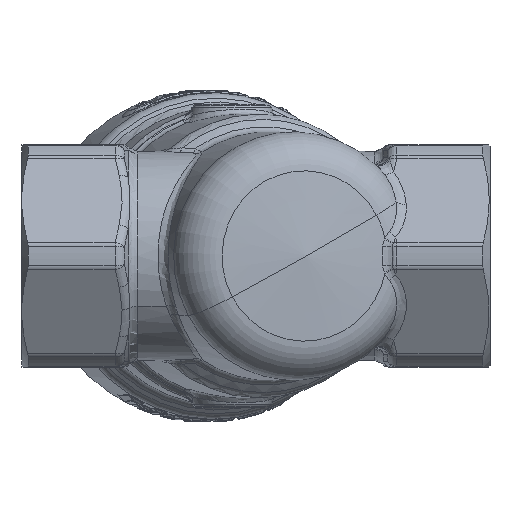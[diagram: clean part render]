
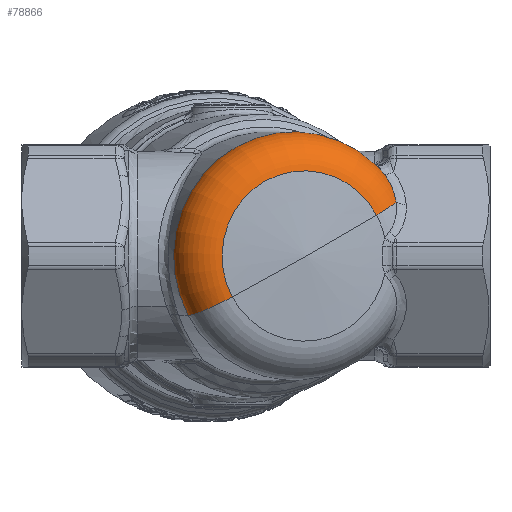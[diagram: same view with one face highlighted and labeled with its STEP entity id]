
A CAD part, front view. The second image highlights one B-rep face of the part: STEP entity #78866.
In plain terms, the highlighted toroidal (fillet/blend) face has major radius 11.5 mm and minor radius 6 mm.
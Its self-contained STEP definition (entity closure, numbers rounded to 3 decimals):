
#76873=CARTESIAN_POINT('Vertex',(-4.843,-22.655,-5.759)) ;
#76882=CARTESIAN_POINT('Vertex',(15.522,-17.198,5.759)) ;
#76885=CARTESIAN_POINT('Axis2P3D Location',(5.339,-19.927,0.)) ;
#76905=CARTESIAN_POINT('Vertex',(-11.042,-18.127,-8.39)) ;
#76908=CARTESIAN_POINT('Axis2P3D Location',(3.792,-14.153,0.)) ;
#76912=CARTESIAN_POINT('Vertex',(14.991,-11.152,13.109)) ;
#78715=CARTESIAN_POINT('Axis2P3D Location',(13.54,-11.54,5.513)) ;
#78719=CARTESIAN_POINT('Vertex',(18.291,-14.558,7.594)) ;
#78825=CARTESIAN_POINT('Axis2P3D Location',(3.792,-14.153,0.)) ;
#78830=CARTESIAN_POINT('Axis2P3D Location',(-5.956,-16.765,-5.513)) ;
#78836=CARTESIAN_POINT('Control Point',(18.291,-14.558,7.594)) ;
#78837=CARTESIAN_POINT('Control Point',(18.154,-14.046,8.649)) ;
#78838=CARTESIAN_POINT('Control Point',(17.799,-13.539,9.7)) ;
#78839=CARTESIAN_POINT('Control Point',(17.253,-13.064,10.693)) ;
#78840=CARTESIAN_POINT('Control Point',(16.548,-12.637,11.602)) ;
#78841=CARTESIAN_POINT('Vertex',(16.548,-12.637,11.602)) ;
#78845=CARTESIAN_POINT('Control Point',(16.548,-12.637,11.602)) ;
#78846=CARTESIAN_POINT('Control Point',(16.405,-12.55,11.787)) ;
#78847=CARTESIAN_POINT('Control Point',(16.256,-12.451,11.97)) ;
#78848=CARTESIAN_POINT('Control Point',(16.102,-12.338,12.149)) ;
#78849=CARTESIAN_POINT('Control Point',(15.855,-12.137,12.42)) ;
#78850=CARTESIAN_POINT('Control Point',(15.587,-11.877,12.674)) ;
#78851=CARTESIAN_POINT('Control Point',(15.492,-11.78,12.758)) ;
#78852=CARTESIAN_POINT('Control Point',(15.338,-11.61,12.886)) ;
#78853=CARTESIAN_POINT('Control Point',(15.176,-11.408,13.)) ;
#78854=CARTESIAN_POINT('Control Point',(15.115,-11.329,13.039)) ;
#78855=CARTESIAN_POINT('Control Point',(15.054,-11.244,13.076)) ;
#78856=CARTESIAN_POINT('Control Point',(14.991,-11.152,13.109)) ;
#76886=DIRECTION('Axis2P3D Direction',(-0.259,0.966,-0.)) ;
#76909=DIRECTION('Axis2P3D Direction',(0.259,-0.966,0.)) ;
#78716=DIRECTION('Axis2P3D Direction',(-0.463,-0.124,0.878)) ;
#78826=DIRECTION('Axis2P3D Direction',(0.259,-0.966,0.)) ;
#78827=DIRECTION('Axis2P3D XDirection',(0.848,0.227,0.479)) ;
#78831=DIRECTION('Axis2P3D Direction',(-0.463,-0.124,0.878)) ;
#76887=AXIS2_PLACEMENT_3D('Circle Axis2P3D',#76885,#76886,$) ;
#76910=AXIS2_PLACEMENT_3D('Circle Axis2P3D',#76908,#76909,$) ;
#78717=AXIS2_PLACEMENT_3D('Circle Axis2P3D',#78715,#78716,$) ;
#78828=AXIS2_PLACEMENT_3D('Torus Axis2P3D',#78825,#78826,#78827) ;
#78832=AXIS2_PLACEMENT_3D('Circle Axis2P3D',#78830,#78831,$) ;
#76888=CIRCLE('generated circle',#76887,12.012) ;
#76911=CIRCLE('generated circle',#76910,17.5) ;
#78718=CIRCLE('generated circle',#78717,6.) ;
#78833=CIRCLE('generated circle',#78832,6.) ;
#78829=TOROIDAL_SURFACE('homeo Torus',#78828,11.5,6.) ;
#76889=EDGE_CURVE('',#76883,#76874,#76888,.F.) ;
#76914=EDGE_CURVE('',#76913,#76906,#76911,.T.) ;
#78721=EDGE_CURVE('',#76883,#78720,#78718,.T.) ;
#78834=EDGE_CURVE('',#76874,#76906,#78833,.F.) ;
#78843=EDGE_CURVE('',#78720,#78842,#78835,.T.) ;
#78857=EDGE_CURVE('',#78842,#76913,#78844,.T.) ;
#78859=ORIENTED_EDGE('',*,*,#76914,.T.) ;
#78860=ORIENTED_EDGE('',*,*,#78834,.F.) ;
#78861=ORIENTED_EDGE('',*,*,#76889,.F.) ;
#78862=ORIENTED_EDGE('',*,*,#78721,.T.) ;
#78863=ORIENTED_EDGE('',*,*,#78843,.T.) ;
#78864=ORIENTED_EDGE('',*,*,#78857,.T.) ;
#78858=EDGE_LOOP('',(#78859,#78860,#78861,#78862,#78863,#78864)) ;
#76874=VERTEX_POINT('',#76873) ;
#76883=VERTEX_POINT('',#76882) ;
#76906=VERTEX_POINT('',#76905) ;
#76913=VERTEX_POINT('',#76912) ;
#78720=VERTEX_POINT('',#78719) ;
#78842=VERTEX_POINT('',#78841) ;
#78866=ADVANCED_FACE('PartBody',(#78865),#78829,.T.) ;
#78835=B_SPLINE_CURVE_WITH_KNOTS('',4,(#78836,#78837,#78838,#78839,#78840),.UNSPECIFIED.,.F.,.U.,(5,5),(12.124,18.934),.UNSPECIFIED.) ;
#78844=B_SPLINE_CURVE_WITH_KNOTS('',5,(#78845,#78846,#78847,#78848,#78849,#78850,#78851,#78852,#78853,#78854,#78855,#78856),.UNSPECIFIED.,.F.,.U.,(6,3,3,6),(23.13,29.855,33.395,35.442),.UNSPECIFIED.) ;
#78865=FACE_OUTER_BOUND('',#78858,.T.) ;
